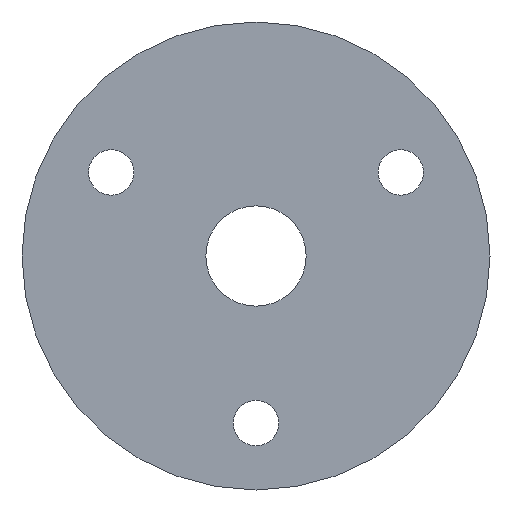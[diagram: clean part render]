
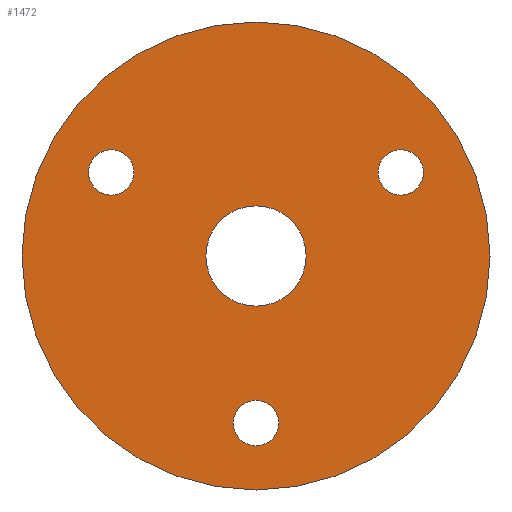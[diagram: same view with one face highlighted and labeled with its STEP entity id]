
A CAD part, front view. The second image highlights one B-rep face of the part: STEP entity #1472.
In plain terms, the highlighted planar face has unit normal (0, -1, 0).
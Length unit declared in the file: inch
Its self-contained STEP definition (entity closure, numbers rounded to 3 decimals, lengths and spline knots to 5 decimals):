
#1=CARTESIAN_POINT('',(0.,0.,0.));
#2=DIRECTION('',(0.,1.,0.));
#3=DIRECTION('',(1.,0.,0.));
#4=AXIS2_PLACEMENT_3D('',#1,#2,#3);
#6=CARTESIAN_POINT('',(0.,0.,0.));
#7=DIRECTION('',(0.,1.,0.));
#8=DIRECTION('',(-1.,0.,0.));
#9=AXIS2_PLACEMENT_3D('',#6,#7,#8);
#11=CARTESIAN_POINT('',(0.,0.,0.));
#12=DIRECTION('',(0.,-1.,0.));
#13=DIRECTION('',(1.,0.,0.));
#14=AXIS2_PLACEMENT_3D('',#11,#12,#13);
#16=CARTESIAN_POINT('',(0.,0.,0.));
#17=DIRECTION('',(0.,-1.,0.));
#18=DIRECTION('',(-1.,0.,0.));
#19=AXIS2_PLACEMENT_3D('',#16,#17,#18);
#21=CARTESIAN_POINT('',(0.,0.,-0.625));
#22=DIRECTION('',(0.,1.,0.));
#23=DIRECTION('',(1.,0.,0.));
#24=AXIS2_PLACEMENT_3D('',#21,#22,#23);
#26=CARTESIAN_POINT('',(0.,0.,-0.625));
#27=DIRECTION('',(0.,1.,0.));
#28=DIRECTION('',(-1.,0.,0.));
#29=AXIS2_PLACEMENT_3D('',#26,#27,#28);
#31=CARTESIAN_POINT('',(-0.54127,0.,0.3125));
#32=DIRECTION('',(0.,1.,0.));
#33=DIRECTION('',(1.,0.,0.));
#34=AXIS2_PLACEMENT_3D('',#31,#32,#33);
#36=CARTESIAN_POINT('',(-0.54127,0.,0.3125));
#37=DIRECTION('',(0.,1.,0.));
#38=DIRECTION('',(-1.,0.,0.));
#39=AXIS2_PLACEMENT_3D('',#36,#37,#38);
#41=CARTESIAN_POINT('',(0.54127,0.,0.3125));
#42=DIRECTION('',(0.,1.,0.));
#43=DIRECTION('',(1.,0.,0.));
#44=AXIS2_PLACEMENT_3D('',#41,#42,#43);
#46=CARTESIAN_POINT('',(0.54127,0.,0.3125));
#47=DIRECTION('',(0.,1.,0.));
#48=DIRECTION('',(-1.,0.,0.));
#49=AXIS2_PLACEMENT_3D('',#46,#47,#48);
#1285=CARTESIAN_POINT('',(0.875,0.,0.));
#1286=CARTESIAN_POINT('',(-0.875,0.,0.));
#1287=VERTEX_POINT('',#1285);
#1288=VERTEX_POINT('',#1286);
#1309=CARTESIAN_POINT('',(0.1875,0.,0.));
#1310=CARTESIAN_POINT('',(-0.1875,0.,0.));
#1311=VERTEX_POINT('',#1309);
#1312=VERTEX_POINT('',#1310);
#1325=CARTESIAN_POINT('',(0.085,0.,-0.625));
#1326=CARTESIAN_POINT('',(-0.085,0.,-0.625));
#1327=VERTEX_POINT('',#1325);
#1328=VERTEX_POINT('',#1326);
#1329=CARTESIAN_POINT('',(-0.45627,0.,0.3125));
#1330=CARTESIAN_POINT('',(-0.62627,0.,0.3125));
#1331=VERTEX_POINT('',#1329);
#1332=VERTEX_POINT('',#1330);
#1333=CARTESIAN_POINT('',(0.62627,0.,0.3125));
#1334=CARTESIAN_POINT('',(0.45627,0.,0.3125));
#1335=VERTEX_POINT('',#1333);
#1336=VERTEX_POINT('',#1334);
#1437=CARTESIAN_POINT('',(0.,0.,0.));
#1438=DIRECTION('',(0.,1.,0.));
#1439=DIRECTION('',(1.,0.,0.));
#1440=AXIS2_PLACEMENT_3D('',#1437,#1438,#1439);
#1441=PLANE('',#1440);
#1443=ORIENTED_EDGE('',*,*,#1442,.T.);
#1445=ORIENTED_EDGE('',*,*,#1444,.T.);
#1446=EDGE_LOOP('',(#1443,#1445));
#1447=FACE_OUTER_BOUND('',#1446,.F.);
#1449=ORIENTED_EDGE('',*,*,#1448,.T.);
#1451=ORIENTED_EDGE('',*,*,#1450,.T.);
#1452=EDGE_LOOP('',(#1449,#1451));
#1453=FACE_BOUND('',#1452,.F.);
#1455=ORIENTED_EDGE('',*,*,#1454,.F.);
#1457=ORIENTED_EDGE('',*,*,#1456,.F.);
#1458=EDGE_LOOP('',(#1455,#1457));
#1459=FACE_BOUND('',#1458,.F.);
#1461=ORIENTED_EDGE('',*,*,#1460,.F.);
#1463=ORIENTED_EDGE('',*,*,#1462,.F.);
#1464=EDGE_LOOP('',(#1461,#1463));
#1465=FACE_BOUND('',#1464,.F.);
#1467=ORIENTED_EDGE('',*,*,#1466,.F.);
#1469=ORIENTED_EDGE('',*,*,#1468,.F.);
#1470=EDGE_LOOP('',(#1467,#1469));
#1471=FACE_BOUND('',#1470,.F.);
#1472=ADVANCED_FACE('',(#1447,#1453,#1459,#1465,#1471),#1441,.F.);
#5=CIRCLE('',#4,0.875);
#10=CIRCLE('',#9,0.875);
#15=CIRCLE('',#14,0.1875);
#20=CIRCLE('',#19,0.1875);
#25=CIRCLE('',#24,0.085);
#30=CIRCLE('',#29,0.085);
#35=CIRCLE('',#34,0.085);
#40=CIRCLE('',#39,0.085);
#45=CIRCLE('',#44,0.085);
#50=CIRCLE('',#49,0.085);
#1442=EDGE_CURVE('',#1287,#1288,#5,.T.);
#1444=EDGE_CURVE('',#1288,#1287,#10,.T.);
#1448=EDGE_CURVE('',#1311,#1312,#15,.T.);
#1450=EDGE_CURVE('',#1312,#1311,#20,.T.);
#1454=EDGE_CURVE('',#1327,#1328,#25,.T.);
#1456=EDGE_CURVE('',#1328,#1327,#30,.T.);
#1460=EDGE_CURVE('',#1331,#1332,#35,.T.);
#1462=EDGE_CURVE('',#1332,#1331,#40,.T.);
#1466=EDGE_CURVE('',#1335,#1336,#45,.T.);
#1468=EDGE_CURVE('',#1336,#1335,#50,.T.);
